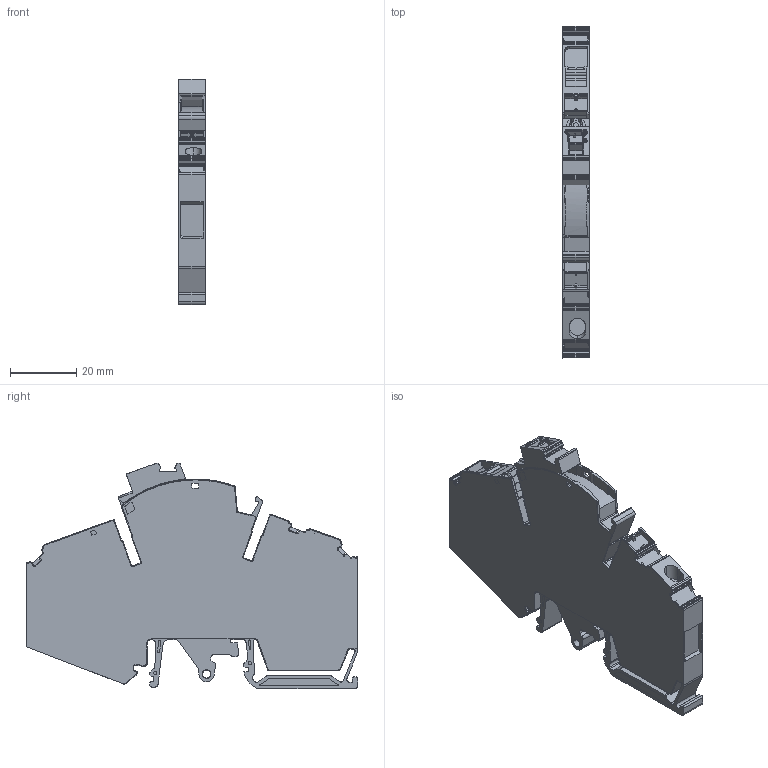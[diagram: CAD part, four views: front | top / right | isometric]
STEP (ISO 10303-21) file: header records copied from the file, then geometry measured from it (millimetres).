
FILE_DESCRIPTION(('CATIA V5 STEP Exchange','CAx-IF Rec.Pracs.--- Model Styling and Organization---1.5--- 2016-08-15','CAx-IF Rec.Pracs.---Supplemental Geometry---1.0---2011-11-01','CAx-IF Rec.Pracs.--- Composite Materials ---1.1---2010-07-15'),'2;1');
FILE_NAME ('1175181-5_3', '2025-11-03T19:57:47+00:00', ('none'), ('Weidmueller'), 'CATIA Version 5-6 Release 2024 SP4', 'CATIA V5 STEP AP214 v3', 'none');
FILE_SCHEMA(('AUTOMOTIVE_DESIGN { 1 0 10303 214 1 1 1 1 }'));
Length unit declared in the file: millimetre
Products named in the file (1): 2710110000
Bounding box: 8.1 x 100 x 67.95 mm (x, y, z)
Volume: 35908.9 mm3; surface area: 15200.3 mm2
Topology: 3 solids, 3 shells, 785 faces, 2380 edges, 1615 vertices
Faces by surface type: plane 417, cylinder 305, torus 21, cone 19, bspline 18, sphere 4, extrusion 1
Entity records: 28649 total; most frequent: CARTESIAN_POINT 8068, ORIENTED_EDGE 4748, DIRECTION 3472, EDGE_CURVE 2374, VERTEX_POINT 1615, VECTOR 1439, LINE 1438, AXIS2_PLACEMENT_3D 1340
